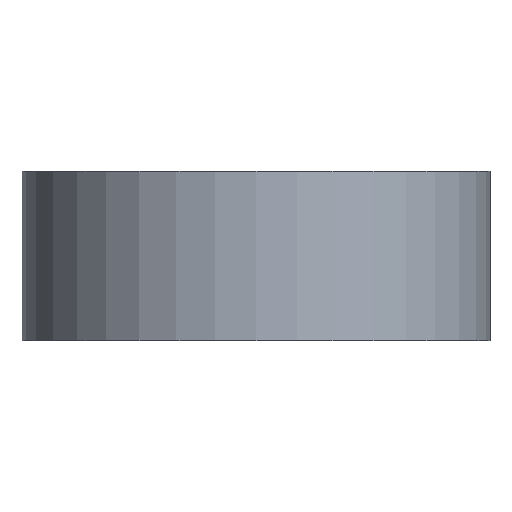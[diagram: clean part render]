
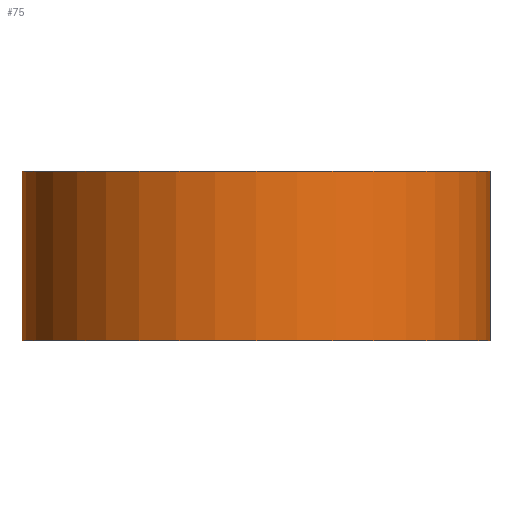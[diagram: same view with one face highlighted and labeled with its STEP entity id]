
A CAD part, front view. The second image highlights one B-rep face of the part: STEP entity #75.
In plain terms, the highlighted cylindrical face has radius 42.05 mm (diameter 84.1 mm), a partial arc.
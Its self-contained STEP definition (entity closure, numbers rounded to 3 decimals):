
#5 = DIRECTION ( 'NONE',  ( -1., 0., 0. ) ) ;
#10 = VERTEX_POINT ( 'NONE', #129 ) ;
#21 = CARTESIAN_POINT ( 'NONE',  ( 42.05, 0., -15.25 ) ) ;
#27 = ORIENTED_EDGE ( 'NONE', *, *, #123, .T. ) ;
#31 = CYLINDRICAL_SURFACE ( 'NONE', #185, 42.05 ) ;
#32 = FACE_OUTER_BOUND ( 'NONE', #178, .T. ) ;
#37 = VECTOR ( 'NONE', #234, 1000. ) ;
#52 = DIRECTION ( 'NONE',  ( 1., 0., 0. ) ) ;
#53 = ORIENTED_EDGE ( 'NONE', *, *, #63, .F. ) ;
#63 = EDGE_CURVE ( 'NONE', #215, #10, #233, .T. ) ;
#65 = AXIS2_PLACEMENT_3D ( 'NONE', #241, #243, #52 ) ;
#75 = ADVANCED_FACE ( 'NONE', ( #32 ), #31, .T. ) ;
#79 = DIRECTION ( 'NONE',  ( 0., 0., -1. ) ) ;
#80 = CIRCLE ( 'NONE', #212, 42.05 ) ;
#109 = LINE ( 'NONE', #157, #37 ) ;
#116 = CARTESIAN_POINT ( 'NONE',  ( -42.05, 0., 15.25 ) ) ;
#122 = ORIENTED_EDGE ( 'NONE', *, *, #236, .T. ) ;
#123 = EDGE_CURVE ( 'NONE', #163, #240, #80, .T. ) ;
#124 = DIRECTION ( 'NONE',  ( 0., 0., 1. ) ) ;
#129 = CARTESIAN_POINT ( 'NONE',  ( 42.05, 0., 15.25 ) ) ;
#142 = DIRECTION ( 'NONE',  ( 1., 0., 0. ) ) ;
#149 = CARTESIAN_POINT ( 'NONE',  ( -42.05, 0., 15.25 ) ) ;
#157 = CARTESIAN_POINT ( 'NONE',  ( 42.05, 0., 15.25 ) ) ;
#159 = CARTESIAN_POINT ( 'NONE',  ( -42.05, 0., -15.25 ) ) ;
#162 = CARTESIAN_POINT ( 'NONE',  ( 0., 0., 15.25 ) ) ;
#163 = VERTEX_POINT ( 'NONE', #159 ) ;
#164 = DIRECTION ( 'NONE',  ( 0., 0., -1. ) ) ;
#178 = EDGE_LOOP ( 'NONE', ( #238, #53, #122, #27 ) ) ;
#182 = CARTESIAN_POINT ( 'NONE',  ( 0., 0., -15.25 ) ) ;
#185 = AXIS2_PLACEMENT_3D ( 'NONE', #162, #164, #5 ) ;
#192 = EDGE_CURVE ( 'NONE', #10, #240, #109, .T. ) ;
#203 = LINE ( 'NONE', #149, #249 ) ;
#212 = AXIS2_PLACEMENT_3D ( 'NONE', #182, #124, #142 ) ;
#215 = VERTEX_POINT ( 'NONE', #116 ) ;
#233 = CIRCLE ( 'NONE', #65, 42.05 ) ;
#234 = DIRECTION ( 'NONE',  ( 0., 0., -1. ) ) ;
#236 = EDGE_CURVE ( 'NONE', #215, #163, #203, .T. ) ;
#238 = ORIENTED_EDGE ( 'NONE', *, *, #192, .F. ) ;
#240 = VERTEX_POINT ( 'NONE', #21 ) ;
#241 = CARTESIAN_POINT ( 'NONE',  ( 0., 0., 15.25 ) ) ;
#243 = DIRECTION ( 'NONE',  ( 0., 0., 1. ) ) ;
#249 = VECTOR ( 'NONE', #79, 1000. ) ;
